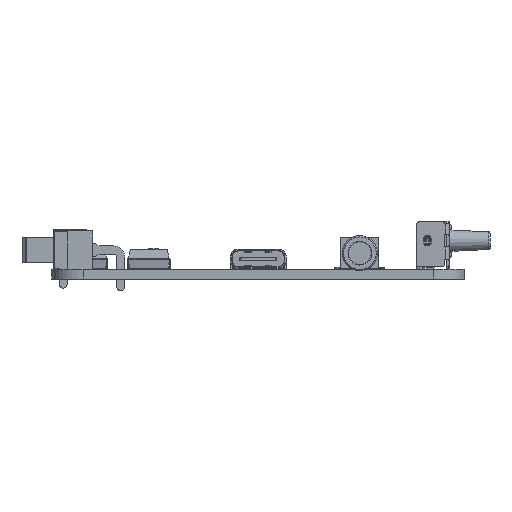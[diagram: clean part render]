
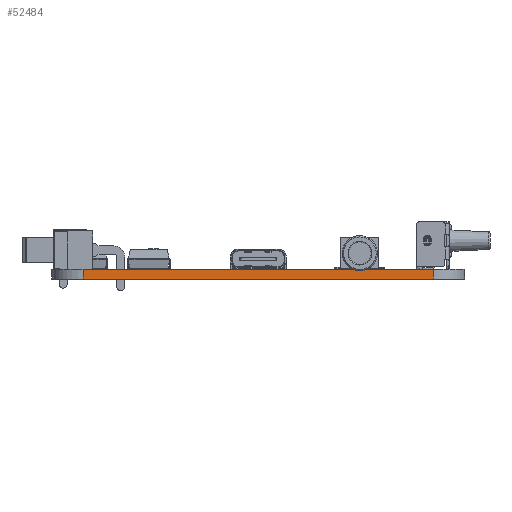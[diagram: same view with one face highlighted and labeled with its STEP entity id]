
A CAD part, front view. The second image highlights one B-rep face of the part: STEP entity #52484.
In plain terms, the highlighted planar face has unit normal (0, -1, 0).
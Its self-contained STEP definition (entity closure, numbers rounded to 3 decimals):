
#51039 = VERTEX_POINT('',#51040);
#51040 = CARTESIAN_POINT('',(119.,-145.3,0.));
#51047 = EDGE_CURVE('',#51048,#51039,#51050,.T.);
#51048 = VERTEX_POINT('',#51049);
#51049 = CARTESIAN_POINT('',(175.,-145.3,0.));
#51050 = LINE('',#51051,#51052);
#51051 = CARTESIAN_POINT('',(175.,-145.3,0.));
#51052 = VECTOR('',#51053,1.);
#51053 = DIRECTION('',(-1.,0.,0.));
#51782 = VERTEX_POINT('',#51783);
#51783 = CARTESIAN_POINT('',(119.,-145.3,1.57));
#51790 = EDGE_CURVE('',#51791,#51782,#51793,.T.);
#51791 = VERTEX_POINT('',#51792);
#51792 = CARTESIAN_POINT('',(175.,-145.3,1.57));
#51793 = LINE('',#51794,#51795);
#51794 = CARTESIAN_POINT('',(175.,-145.3,1.57));
#51795 = VECTOR('',#51796,1.);
#51796 = DIRECTION('',(-1.,0.,0.));
#52456 = EDGE_CURVE('',#51048,#51791,#52457,.T.);
#52457 = LINE('',#52458,#52459);
#52458 = CARTESIAN_POINT('',(175.,-145.3,0.));
#52459 = VECTOR('',#52460,1.);
#52460 = DIRECTION('',(0.,0.,1.));
#52484 = ADVANCED_FACE('',(#52485),#52496,.T.);
#52485 = FACE_BOUND('',#52486,.T.);
#52486 = EDGE_LOOP('',(#52487,#52488,#52489,#52495));
#52487 = ORIENTED_EDGE('',*,*,#52456,.T.);
#52488 = ORIENTED_EDGE('',*,*,#51790,.T.);
#52489 = ORIENTED_EDGE('',*,*,#52490,.F.);
#52490 = EDGE_CURVE('',#51039,#51782,#52491,.T.);
#52491 = LINE('',#52492,#52493);
#52492 = CARTESIAN_POINT('',(119.,-145.3,0.));
#52493 = VECTOR('',#52494,1.);
#52494 = DIRECTION('',(0.,0.,1.));
#52495 = ORIENTED_EDGE('',*,*,#51047,.F.);
#52496 = PLANE('',#52497);
#52497 = AXIS2_PLACEMENT_3D('',#52498,#52499,#52500);
#52498 = CARTESIAN_POINT('',(175.,-145.3,0.));
#52499 = DIRECTION('',(0.,-1.,0.));
#52500 = DIRECTION('',(-1.,0.,0.));
